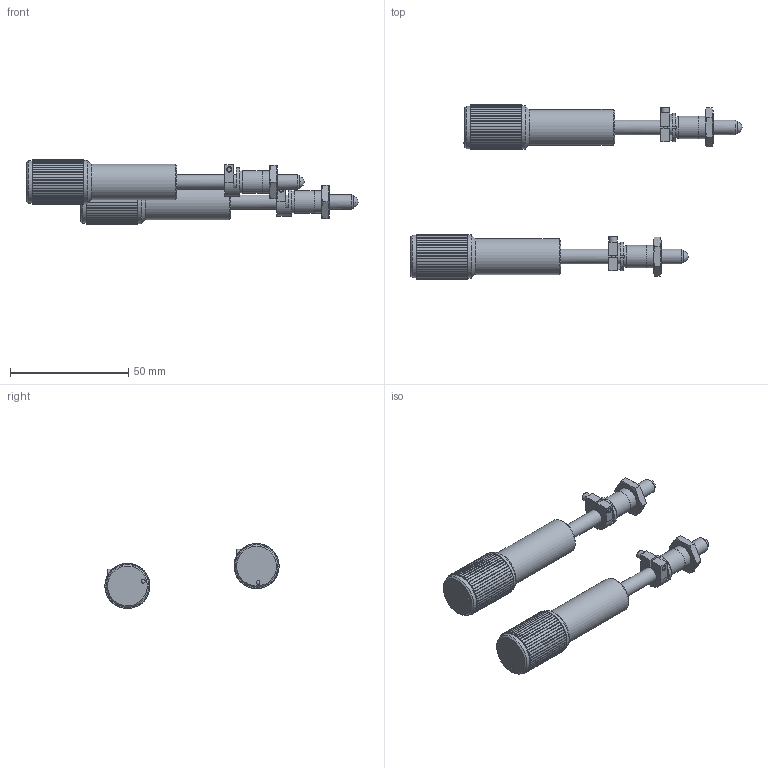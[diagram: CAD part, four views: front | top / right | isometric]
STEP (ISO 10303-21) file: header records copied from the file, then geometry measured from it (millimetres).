
FILE_DESCRIPTION (( 'STEP AP203' ), '1' );
FILE_NAME ('02260000_step.STEP', '2018-05-16T21:29:29', ( '' ), ( '' ), 'SwSTEP 2.0', 'SolidWorks 2016', '' );
FILE_SCHEMA (( 'CONFIG_CONTROL_DESIGN' ));
Length unit declared in the file: inch
Products named in the file (1): 02260000_step
Bounding box: 140.58 x 73.75 x 27.48 mm (x, y, z)
Volume: 34208.2 mm3; surface area: 12900.6 mm2
Topology: 2 solids, 4 shells, 494 faces, 1370 edges, 910 vertices
Faces by surface type: plane 314, cylinder 137, cone 39, sphere 4
Full cylindrical faces by diameter (mm): 1.587 x2, 1.778 x4, 2.007 x2, 3.556 x2, 5.994 x2, 6.274 x4, 6.375 x2, 6.528 x2, 8.915 x2, 9.271 x2, 9.437 x2, 9.511 x2, 15.24 x2, 18.11 x2, 18.364 x2
Entity records: 15193 total; most frequent: CARTESIAN_POINT 2750, DIRECTION 2566, ORIENTED_EDGE 2510, EDGE_CURVE 1255, LINE 876, VECTOR 876, VERTEX_POINT 869, AXIS2_PLACEMENT_3D 845
